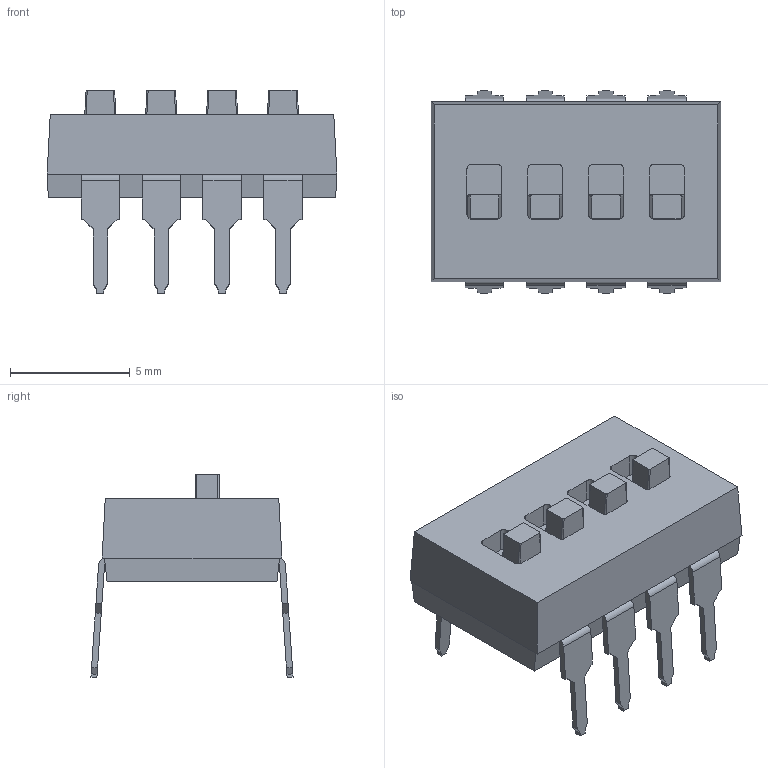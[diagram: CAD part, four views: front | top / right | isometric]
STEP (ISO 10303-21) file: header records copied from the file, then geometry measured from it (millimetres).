
FILE_DESCRIPTION((''),'2;1');
FILE_NAME('C-1825360-3','2018-09-10T',('workeradm'),('TE Connectivity Ltd.'),'CREO PARAMETRIC BY PTC INC, 2016050','CREO PARAMETRIC BY PTC INC, 2016050','');
FILE_SCHEMA(('AUTOMOTIVE_DESIGN { 1 0 10303 214 1 1 1 1 }'));
Length unit declared in the file: millimetre
Products named in the file (1): C-1825360-3
Bounding box: 12.09 x 8.44 x 8.5 mm (x, y, z)
Volume: 313.8 mm3; surface area: 467.4 mm2
Topology: 1 solids, 1 shells, 224 faces, 626 edges, 416 vertices
Faces by surface type: plane 176, cylinder 48
Entity records: 7774 total; most frequent: CARTESIAN_POINT 1968, ORIENTED_EDGE 1252, DIRECTION 1106, EDGE_CURVE 626, VECTOR 514, LINE 514, VERTEX_POINT 416, AXIS2_PLACEMENT_3D 296
